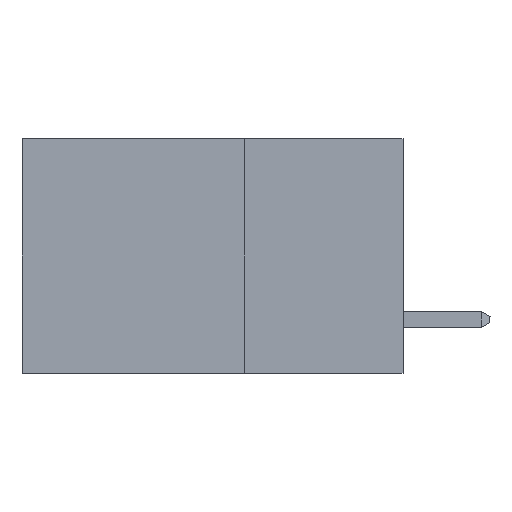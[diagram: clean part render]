
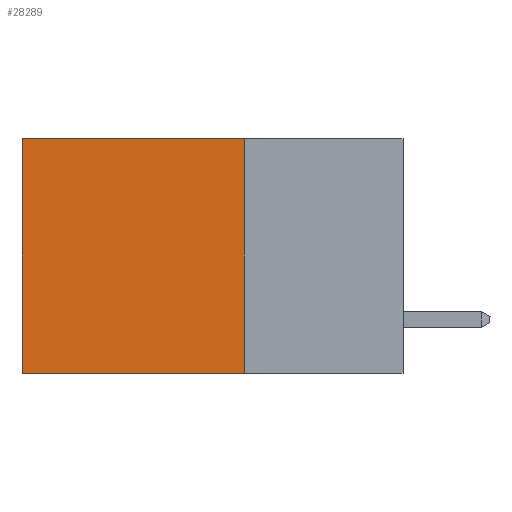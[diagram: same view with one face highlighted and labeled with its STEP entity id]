
A CAD part, left-side view. The second image highlights one B-rep face of the part: STEP entity #28289.
In plain terms, the highlighted planar face has unit normal (-1, 0, 0).
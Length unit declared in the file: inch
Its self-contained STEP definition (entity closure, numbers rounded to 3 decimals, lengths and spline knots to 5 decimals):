
#25 = FACE_OUTER_BOUND ( 'NONE', #26438, .T. ) ;
#372 = ORIENTED_EDGE ( 'NONE', *, *, #24689, .F. ) ;
#2499 = VECTOR ( 'NONE', #16351, 39.37008 ) ;
#3878 = VECTOR ( 'NONE', #28152, 39.37008 ) ;
#6814 = CARTESIAN_POINT ( 'NONE',  ( 0.2875, 0.6, 0. ) ) ;
#6919 = ORIENTED_EDGE ( 'NONE', *, *, #13364, .T. ) ;
#7833 = PLANE ( 'NONE',  #34102 ) ;
#8629 = DIRECTION ( 'NONE',  ( 0., 0., -1. ) ) ;
#10387 = ORIENTED_EDGE ( 'NONE', *, *, #19155, .F. ) ;
#10764 = LINE ( 'NONE', #18901, #2499 ) ;
#11773 = VECTOR ( 'NONE', #34919, 39.37008 ) ;
#13364 = EDGE_CURVE ( 'NONE', #15128, #19035, #32030, .T. ) ;
#13596 = CARTESIAN_POINT ( 'NONE',  ( 0.2875, 0.25, 0. ) ) ;
#13871 = LINE ( 'NONE', #30356, #15057 ) ;
#15057 = VECTOR ( 'NONE', #8629, 39.37008 ) ;
#15128 = VERTEX_POINT ( 'NONE', #33127 ) ;
#16351 = DIRECTION ( 'NONE',  ( 0., 0., -1. ) ) ;
#18901 = CARTESIAN_POINT ( 'NONE',  ( 0.2875, 0.25, 0. ) ) ;
#19035 = VERTEX_POINT ( 'NONE', #6814 ) ;
#19155 = EDGE_CURVE ( 'NONE', #15128, #22932, #10764, .T. ) ;
#19616 = ORIENTED_EDGE ( 'NONE', *, *, #28808, .T. ) ;
#19621 = CARTESIAN_POINT ( 'NONE',  ( 0.2875, 0.25, -0.37 ) ) ;
#22091 = DIRECTION ( 'NONE',  ( 1., 0., 0. ) ) ;
#22346 = LINE ( 'NONE', #19621, #3878 ) ;
#22932 = VERTEX_POINT ( 'NONE', #25589 ) ;
#23877 = CARTESIAN_POINT ( 'NONE',  ( 0.2875, 0.25, 0. ) ) ;
#24689 = EDGE_CURVE ( 'NONE', #22932, #29598, #22346, .T. ) ;
#25589 = CARTESIAN_POINT ( 'NONE',  ( 0.2875, 0.25, -0.37 ) ) ;
#26438 = EDGE_LOOP ( 'NONE', ( #19616, #372, #10387, #6919 ) ) ;
#28152 = DIRECTION ( 'NONE',  ( 0., 1., 0. ) ) ;
#28289 = ADVANCED_FACE ( 'NONE', ( #25 ), #7833, .F. ) ;
#28808 = EDGE_CURVE ( 'NONE', #19035, #29598, #13871, .T. ) ;
#29598 = VERTEX_POINT ( 'NONE', #35513 ) ;
#30356 = CARTESIAN_POINT ( 'NONE',  ( 0.2875, 0.6, 0. ) ) ;
#32030 = LINE ( 'NONE', #23877, #11773 ) ;
#33127 = CARTESIAN_POINT ( 'NONE',  ( 0.2875, 0.25, 0. ) ) ;
#33137 = DIRECTION ( 'NONE',  ( 0., 0., -1. ) ) ;
#34102 = AXIS2_PLACEMENT_3D ( 'NONE', #13596, #22091, #33137 ) ;
#34919 = DIRECTION ( 'NONE',  ( 0., 1., 0. ) ) ;
#35513 = CARTESIAN_POINT ( 'NONE',  ( 0.2875, 0.6, -0.37 ) ) ;
